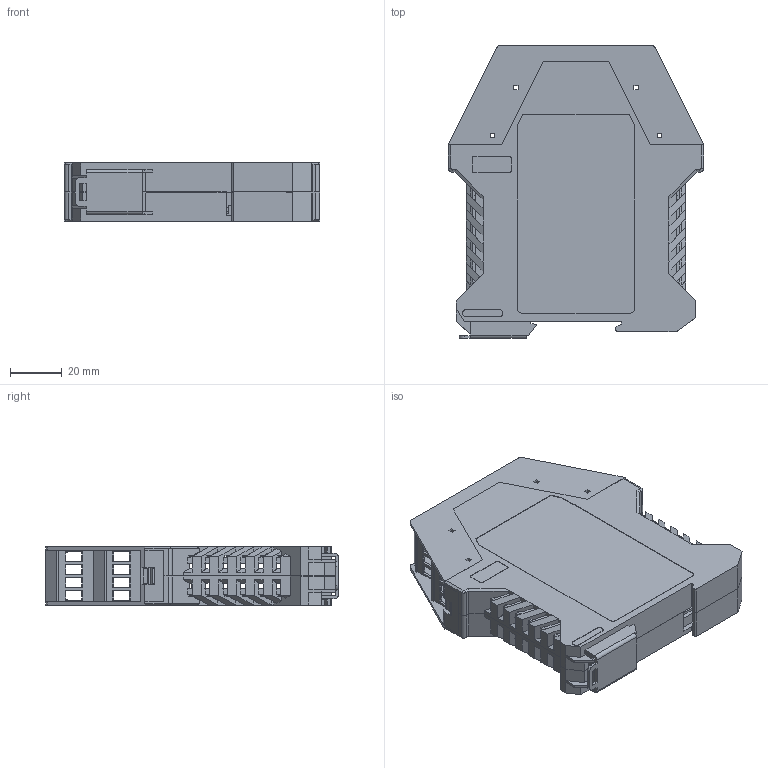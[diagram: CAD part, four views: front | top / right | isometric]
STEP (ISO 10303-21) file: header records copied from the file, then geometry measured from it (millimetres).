
FILE_DESCRIPTION(('CATIA V5 STEP Exchange','CAx-IF Rec.Pracs.--- Model Styling and Organization---1.5--- 2016-08-15','CAx-IF Rec.Pracs.---Supplemental Geometry---1.0---2011-11-01','CAx-IF Rec.Pracs.--- Composite Materials ---3.4---2017-06-13','CAx-IF Rec.Pracs.---Tessellated 3D Geometry---1.0---2015-12-17'),'2;1');
FILE_NAME('92391_00.stp','2024-10-16T11:46:21+00:00',('none'),('none'),'CATIA Version 5-6 Release 2022 SP3 HF38','CATIA V5 STEP AP242 v2','none');
FILE_SCHEMA(('AP242_MANAGED_MODEL_BASED_3D_ENGINEERING_MIM_LF {1 0 10303 442 1 1 4}'));
Length unit declared in the file: millimetre
Products named in the file (8): 92391_00; 92391_003; 92391_006; 92391_007; 92391_008; 92391_009; 92391_010; 92391_001
Assembly tree (8 placements, depth 3):
  92391_00
    92391_003
      92391_006
      92391_007
      92391_008
      92391_009
      92391_010  x2
    92391_001
Bounding box: 99 x 113.6 x 22.6 mm (x, y, z)
Volume: 56937 mm3; surface area: 68480.3 mm2
Topology: 7 solids, 7 shells, 1158 faces, 3578 edges, 2366 vertices
Faces by surface type: plane 969, cylinder 177, torus 8, cone 4
Entity records: 37257 total; most frequent: CARTESIAN_POINT 7666, ORIENTED_EDGE 6970, DIRECTION 4815, EDGE_CURVE 3485, VECTOR 3077, LINE 3077, VERTEX_POINT 2302, EDGE_LOOP 1223
